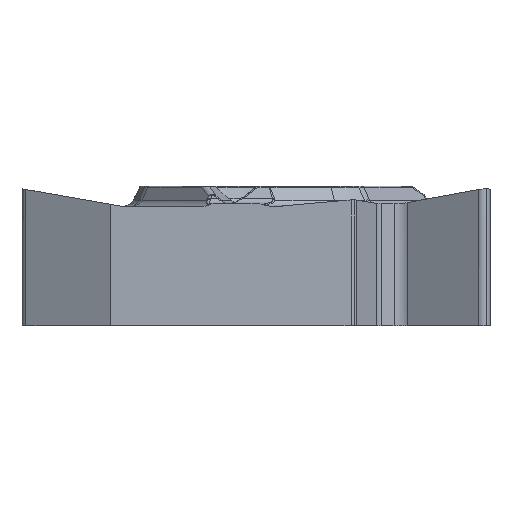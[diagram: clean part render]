
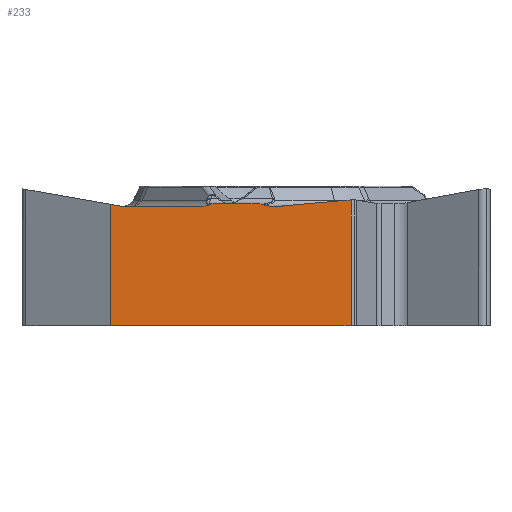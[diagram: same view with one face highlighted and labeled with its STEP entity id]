
A CAD part, left-side view. The second image highlights one B-rep face of the part: STEP entity #233.
In plain terms, the highlighted planar face has unit normal (-1, 0, 0).
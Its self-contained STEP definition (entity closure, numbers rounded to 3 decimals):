
#233=ADVANCED_FACE('',(#499),#452,.F.);
#452=PLANE('',#3596);
#499=FACE_OUTER_BOUND('',#712,.T.);
#712=EDGE_LOOP('',(#1153,#1154,#1155,#1156,#1157,#1158,#1159,#1160,#1161,
#1162,#1163,#1164,#1165,#1166));
#937=CIRCLE('',#3595,0.32);
#1074=ELLIPSE('',#3591,0.64,0.32);
#1075=ELLIPSE('',#3592,0.3,0.15);
#1076=ELLIPSE('',#3593,0.177,0.15);
#1077=ELLIPSE('',#3594,0.377,0.32);
#1153=ORIENTED_EDGE('',*,*,#2512,.F.);
#1154=ORIENTED_EDGE('',*,*,#2513,.T.);
#1155=ORIENTED_EDGE('',*,*,#2514,.F.);
#1156=ORIENTED_EDGE('',*,*,#2515,.F.);
#1157=ORIENTED_EDGE('',*,*,#2516,.T.);
#1158=ORIENTED_EDGE('',*,*,#2517,.T.);
#1159=ORIENTED_EDGE('',*,*,#2518,.F.);
#1160=ORIENTED_EDGE('',*,*,#2519,.F.);
#1161=ORIENTED_EDGE('',*,*,#2520,.F.);
#1162=ORIENTED_EDGE('',*,*,#2521,.F.);
#1163=ORIENTED_EDGE('',*,*,#2522,.T.);
#1164=ORIENTED_EDGE('',*,*,#2523,.T.);
#1165=ORIENTED_EDGE('',*,*,#2524,.T.);
#1166=ORIENTED_EDGE('',*,*,#2525,.F.);
#2201=VERTEX_POINT('',#5123);
#2202=VERTEX_POINT('',#5124);
#2203=VERTEX_POINT('',#5126);
#2204=VERTEX_POINT('',#5128);
#2205=VERTEX_POINT('',#5130);
#2206=VERTEX_POINT('',#5132);
#2207=VERTEX_POINT('',#5134);
#2208=VERTEX_POINT('',#5142);
#2209=VERTEX_POINT('',#5144);
#2210=VERTEX_POINT('',#5146);
#2211=VERTEX_POINT('',#5148);
#2212=VERTEX_POINT('',#5150);
#2213=VERTEX_POINT('',#5152);
#2214=VERTEX_POINT('',#5154);
#2512=EDGE_CURVE('',#2201,#2202,#3030,.T.);
#2513=EDGE_CURVE('',#2201,#2203,#3031,.T.);
#2514=EDGE_CURVE('',#2204,#2203,#3032,.T.);
#2515=EDGE_CURVE('',#2205,#2204,#3033,.T.);
#2516=EDGE_CURVE('',#2205,#2206,#1074,.T.);
#2517=EDGE_CURVE('',#2206,#2207,#3034,.T.);
#2518=EDGE_CURVE('',#2208,#2207,#3439,.T.);
#2519=EDGE_CURVE('',#2209,#2208,#1075,.T.);
#2520=EDGE_CURVE('',#2210,#2209,#3035,.T.);
#2521=EDGE_CURVE('',#2211,#2210,#1076,.T.);
#2522=EDGE_CURVE('',#2211,#2212,#1077,.T.);
#2523=EDGE_CURVE('',#2212,#2213,#3036,.T.);
#2524=EDGE_CURVE('',#2213,#2214,#937,.T.);
#2525=EDGE_CURVE('',#2202,#2214,#3037,.T.);
#3030=LINE('',#5122,#3231);
#3031=LINE('',#5125,#3232);
#3032=LINE('',#5127,#3233);
#3033=LINE('',#5129,#3234);
#3034=LINE('',#5133,#3235);
#3035=LINE('',#5145,#3236);
#3036=LINE('',#5151,#3237);
#3037=LINE('',#5155,#3238);
#3231=VECTOR('',#3946,1.);
#3232=VECTOR('',#3947,1.);
#3233=VECTOR('',#3948,1.);
#3234=VECTOR('',#3949,1.);
#3235=VECTOR('',#3952,1.);
#3236=VECTOR('',#3955,1.);
#3237=VECTOR('',#3960,1.);
#3238=VECTOR('',#3963,1.);
#3439=B_SPLINE_CURVE_WITH_KNOTS('',3,(#5135,#5136,#5137,#5138,#5139,#5140,
#5141),.UNSPECIFIED.,.F.,.F.,(4,3,4),(0.,0.503,1.),
 .UNSPECIFIED.);
#3591=AXIS2_PLACEMENT_3D('',#5131,#3950,#3951);
#3592=AXIS2_PLACEMENT_3D('',#5143,#3953,#3954);
#3593=AXIS2_PLACEMENT_3D('',#5147,#3956,#3957);
#3594=AXIS2_PLACEMENT_3D('',#5149,#3958,#3959);
#3595=AXIS2_PLACEMENT_3D('',#5153,#3961,#3962);
#3596=AXIS2_PLACEMENT_3D('',#5156,#3964,#3965);
#3946=DIRECTION('',(0.,0.,1.));
#3947=DIRECTION('',(0.,-1.,0.));
#3948=DIRECTION('',(0.,0.,-1.));
#3949=DIRECTION('',(0.,-0.996,0.088));
#3950=DIRECTION('',(1.,0.,0.));
#3951=DIRECTION('',(0.,-1.,0.));
#3952=DIRECTION('',(0.,1.,0.));
#3953=DIRECTION('',(1.,0.,0.));
#3954=DIRECTION('',(0.,1.,0.));
#3955=DIRECTION('',(0.,-1.,0.));
#3956=DIRECTION('',(1.,0.,0.));
#3957=DIRECTION('',(0.,-1.,0.));
#3958=DIRECTION('',(1.,0.,0.));
#3959=DIRECTION('',(0.,-1.,0.));
#3960=DIRECTION('',(0.,1.,0.));
#3961=DIRECTION('',(1.,0.,0.));
#3962=DIRECTION('',(0.,0.,-1.));
#3963=DIRECTION('',(0.,-0.985,-0.174));
#3964=DIRECTION('',(1.,0.,0.));
#3965=DIRECTION('',(0.,0.,-1.));
#5122=CARTESIAN_POINT('',(-4.763,4.615,0.));
#5123=CARTESIAN_POINT('',(-4.763,4.615,-3.97));
#5124=CARTESIAN_POINT('',(-4.763,4.615,-0.403));
#5125=CARTESIAN_POINT('',(-4.763,-3.173,-3.97));
#5126=CARTESIAN_POINT('',(-4.763,-2.457,-3.97));
#5127=CARTESIAN_POINT('',(-4.763,-2.457,0.));
#5128=CARTESIAN_POINT('',(-4.763,-2.457,-0.273));
#5129=CARTESIAN_POINT('',(-4.763,3.106,-0.763));
#5130=CARTESIAN_POINT('',(-4.763,-0.389,-0.455));
#5131=CARTESIAN_POINT('',(-4.763,-0.278,-0.14));
#5132=CARTESIAN_POINT('',(-4.763,-0.278,-0.46));
#5133=CARTESIAN_POINT('',(-4.763,3.173,-0.46));
#5134=CARTESIAN_POINT('',(-4.763,-0.184,-0.46));
#5135=CARTESIAN_POINT('',(-4.763,0.181,-0.4));
#5136=CARTESIAN_POINT('',(-4.763,0.123,-0.421));
#5137=CARTESIAN_POINT('',(-4.763,0.061,-0.436));
#5138=CARTESIAN_POINT('',(-4.763,0.,-0.446));
#5139=CARTESIAN_POINT('',(-4.763,-0.061,-0.455));
#5140=CARTESIAN_POINT('',(-4.763,-0.122,-0.46));
#5141=CARTESIAN_POINT('',(-4.763,-0.184,-0.46));
#5142=CARTESIAN_POINT('',(-4.763,0.181,-0.4));
#5143=CARTESIAN_POINT('',(-4.763,0.36,-0.52));
#5144=CARTESIAN_POINT('',(-4.763,0.36,-0.37));
#5145=CARTESIAN_POINT('',(-4.763,-3.173,-0.37));
#5146=CARTESIAN_POINT('',(-4.763,1.549,-0.37));
#5147=CARTESIAN_POINT('',(-4.763,1.549,-0.52));
#5148=CARTESIAN_POINT('',(-4.763,1.653,-0.399));
#5149=CARTESIAN_POINT('',(-4.763,1.875,-0.14));
#5150=CARTESIAN_POINT('',(-4.763,1.875,-0.46));
#5151=CARTESIAN_POINT('',(-4.763,-3.173,-0.46));
#5152=CARTESIAN_POINT('',(-4.763,4.263,-0.46));
#5153=CARTESIAN_POINT('',(-4.763,4.263,-0.14));
#5154=CARTESIAN_POINT('',(-4.763,4.319,-0.455));
#5155=CARTESIAN_POINT('',(-4.763,-2.869,-1.723));
#5156=CARTESIAN_POINT('',(-4.763,-3.173,0.));
